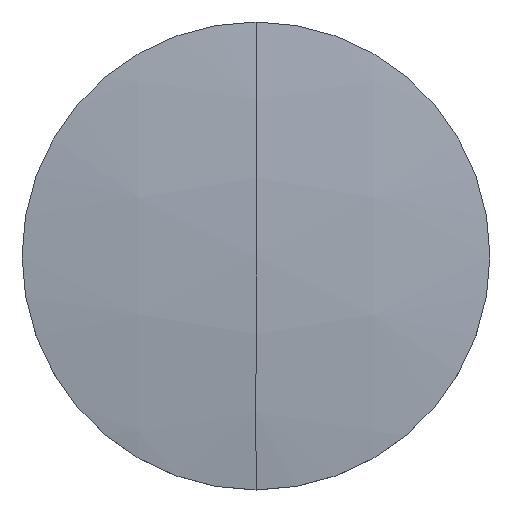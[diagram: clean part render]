
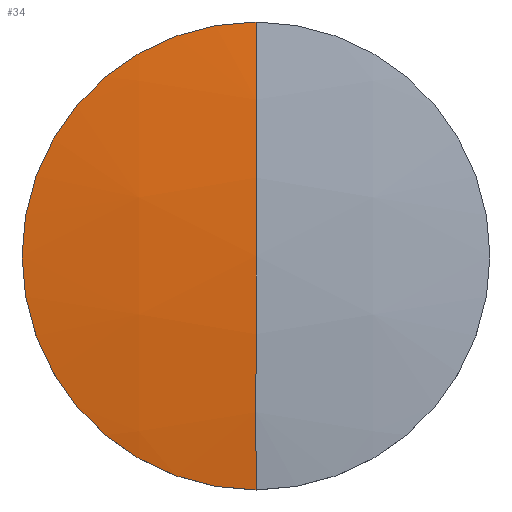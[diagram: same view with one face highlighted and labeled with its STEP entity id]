
A CAD part, top view. The second image highlights one B-rep face of the part: STEP entity #34.
In plain terms, the highlighted spherical face has radius 86.77 mm.
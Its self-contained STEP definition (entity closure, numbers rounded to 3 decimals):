
#12 = ORIENTED_EDGE ( 'NONE', *, *, #33, .T. ) ;
#16 = EDGE_LOOP ( 'NONE', ( #12, #29, #28 ) ) ;
#21 = VERTEX_POINT ( 'NONE', #77 ) ;
#25 = VERTEX_POINT ( 'NONE', #125 ) ;
#27 = EDGE_CURVE ( 'NONE', #32, #25, #107, .T. ) ;
#28 = ORIENTED_EDGE ( 'NONE', *, *, #30, .F. ) ;
#29 = ORIENTED_EDGE ( 'NONE', *, *, #27, .T. ) ;
#30 = EDGE_CURVE ( 'NONE', #21, #25, #120, .T. ) ;
#32 = VERTEX_POINT ( 'NONE', #126 ) ;
#33 = EDGE_CURVE ( 'NONE', #21, #32, #108, .T. ) ;
#34 = ADVANCED_FACE ( 'NONE', ( #85 ), #124, .T. ) ;
#66 = DIRECTION ( 'NONE',  ( 0., 1., 0. ) ) ;
#70 = AXIS2_PLACEMENT_3D ( 'NONE', #91, #90, #66 ) ;
#77 = CARTESIAN_POINT ( 'NONE',  ( 0., 12.7, 0.531 ) ) ;
#85 = FACE_OUTER_BOUND ( 'NONE', #16, .T. ) ;
#86 = DIRECTION ( 'NONE',  ( 0., -1., 0. ) ) ;
#87 = DIRECTION ( 'NONE',  ( 0., 0., 1. ) ) ;
#88 = CARTESIAN_POINT ( 'NONE',  ( 0., 0., 0.531 ) ) ;
#90 = DIRECTION ( 'NONE',  ( -1., 0., 0. ) ) ;
#91 = CARTESIAN_POINT ( 'NONE',  ( 0., 0., -85.305 ) ) ;
#107 = CIRCLE ( 'NONE', #122, 86.77 ) ;
#108 = CIRCLE ( 'NONE', #116, 12.7 ) ;
#110 = CARTESIAN_POINT ( 'NONE',  ( 0., 0., -85.305 ) ) ;
#113 = DIRECTION ( 'NONE',  ( 0., 0., -1. ) ) ;
#114 = DIRECTION ( 'NONE',  ( 1., 0., 0. ) ) ;
#115 = CARTESIAN_POINT ( 'NONE',  ( 0., 0., -85.305 ) ) ;
#116 = AXIS2_PLACEMENT_3D ( 'NONE', #88, #87, #86 ) ;
#117 = AXIS2_PLACEMENT_3D ( 'NONE', #115, #114, #113 ) ;
#118 = DIRECTION ( 'NONE',  ( 0., -1., 0. ) ) ;
#119 = DIRECTION ( 'NONE',  ( -1., 0., 0. ) ) ;
#120 = CIRCLE ( 'NONE', #117, 86.77 ) ;
#122 = AXIS2_PLACEMENT_3D ( 'NONE', #110, #119, #118 ) ;
#124 = SPHERICAL_SURFACE ( 'NONE', #70, 86.77 ) ;
#125 = CARTESIAN_POINT ( 'NONE',  ( 0., 0., 1.465 ) ) ;
#126 = CARTESIAN_POINT ( 'NONE',  ( 0., -12.7, 0.531 ) ) ;
